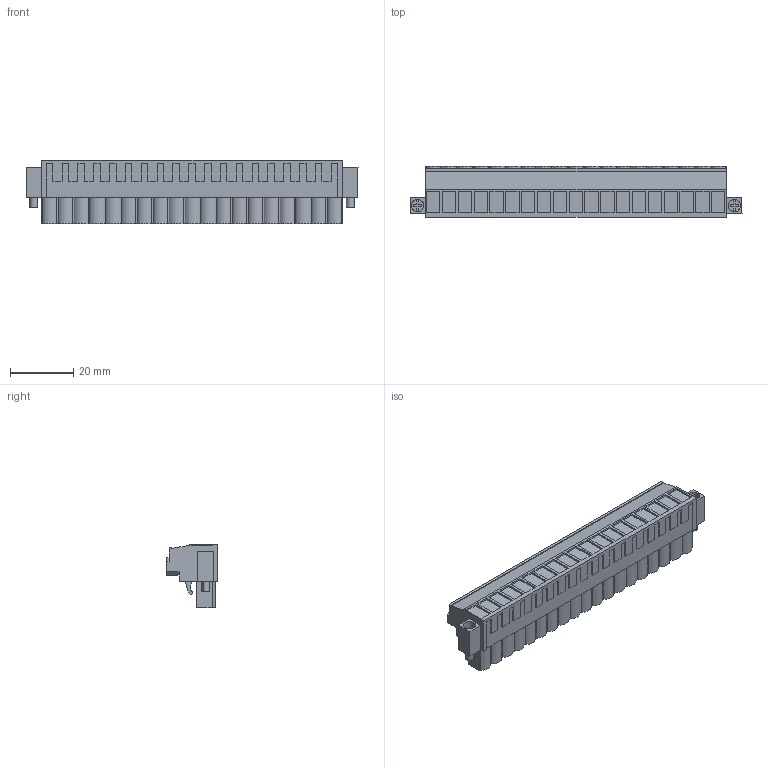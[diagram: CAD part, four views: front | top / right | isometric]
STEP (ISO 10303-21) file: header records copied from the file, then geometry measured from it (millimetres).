
FILE_DESCRIPTION(('CATIA V5 STEP Exchange','CAx-IF Rec.Pracs.--- Model Styling and Organization---1.2---2011-12-15'),'2;1');
FILE_NAME ('D1460337_0_1955630000_1955630000.stp','2017-05-31T12:22:42+00:00',('none'),('Weidmueller'),'CATIA Version 5-6 Release 2014','CATIA V5 STEP AP214','none');
FILE_SCHEMA(('AUTOMOTIVE_DESIGN { 1 0 10303 214 1 1 1 1 }'));
Length unit declared in the file: millimetre
Products named in the file (1): 1955630000
Bounding box: 104.8 x 16.1 x 20.1 mm (x, y, z)
Volume: 19243.5 mm3; surface area: 10743 mm2
Topology: 22 solids, 22 shells, 1244 faces, 3536 edges, 2416 vertices
Faces by surface type: plane 1007, cylinder 237
Entity records: 37842 total; most frequent: CARTESIAN_POINT 7196, ORIENTED_EDGE 7072, DIRECTION 5044, EDGE_CURVE 3536, VECTOR 2940, LINE 2940, VERTEX_POINT 2416, EDGE_LOOP 1328
